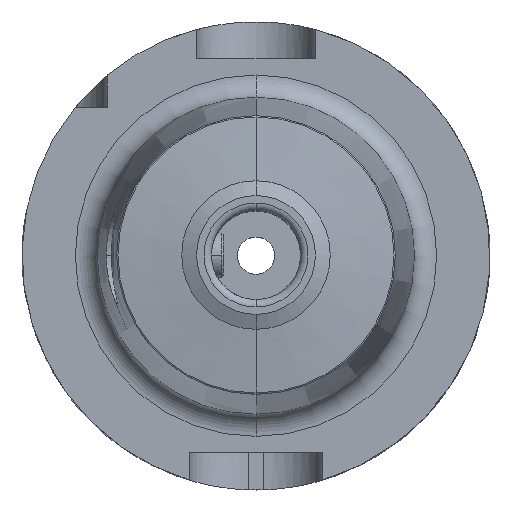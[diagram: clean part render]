
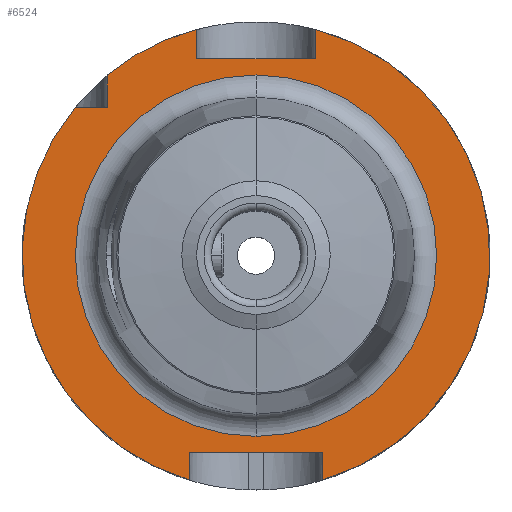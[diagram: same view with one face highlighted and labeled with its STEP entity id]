
A CAD part, top view. The second image highlights one B-rep face of the part: STEP entity #6524.
In plain terms, the highlighted planar face has unit normal (0, 0, 1).
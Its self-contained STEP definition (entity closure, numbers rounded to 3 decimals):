
#38=DIRECTION('',(1.,0.,0.));
#39=VECTOR('',#38,16.);
#40=CARTESIAN_POINT('',(-8.,26.5,25.95));
#41=LINE('',#40,#39);
#46=DIRECTION('',(0.,-1.,0.));
#47=VECTOR('',#46,3.967);
#48=CARTESIAN_POINT('',(8.,30.467,25.95));
#49=LINE('',#48,#47);
#53=DIRECTION('',(0.,1.,0.));
#54=VECTOR('',#53,3.687);
#55=CARTESIAN_POINT('',(9.,-30.187,25.95));
#56=LINE('',#55,#54);
#60=DIRECTION('',(1.,0.,0.));
#61=VECTOR('',#60,18.);
#62=CARTESIAN_POINT('',(-9.,-26.5,25.95));
#63=LINE('',#62,#61);
#67=DIRECTION('',(0.,1.,0.));
#68=VECTOR('',#67,3.687);
#69=CARTESIAN_POINT('',(-9.,-30.187,25.95));
#70=LINE('',#69,#68);
#74=DIRECTION('',(1.,0.,0.));
#75=VECTOR('',#74,4.336);
#76=CARTESIAN_POINT('',(-24.336,20.,25.95));
#77=LINE('',#76,#75);
#81=DIRECTION('',(0.,-1.,0.));
#82=VECTOR('',#81,4.336);
#83=CARTESIAN_POINT('',(-20.,24.336,25.95));
#84=LINE('',#83,#82);
#88=DIRECTION('',(0.,-1.,0.));
#89=VECTOR('',#88,3.967);
#90=CARTESIAN_POINT('',(-8.,30.467,25.95));
#91=LINE('',#90,#89);
#95=CARTESIAN_POINT('',(0.,0.,25.95));
#96=DIRECTION('',(0.,0.,1.));
#97=DIRECTION('',(0.,1.,0.));
#98=AXIS2_PLACEMENT_3D('',#95,#96,#97);
#103=CARTESIAN_POINT('',(0.,0.,25.95));
#104=DIRECTION('',(0.,0.,1.));
#105=DIRECTION('',(0.,-1.,0.));
#106=AXIS2_PLACEMENT_3D('',#103,#104,#105);
#838=CARTESIAN_POINT('',(0.,0.,25.95));
#839=DIRECTION('',(0.,0.,1.));
#840=DIRECTION('',(-0.773,0.635,0.));
#841=AXIS2_PLACEMENT_3D('',#838,#839,#840);
#846=CARTESIAN_POINT('',(0.,0.,25.95));
#847=DIRECTION('',(0.,0.,1.));
#848=DIRECTION('',(0.286,-0.958,0.));
#849=AXIS2_PLACEMENT_3D('',#846,#847,#848);
#854=CARTESIAN_POINT('',(0.,0.,25.95));
#855=DIRECTION('',(0.,0.,1.));
#856=DIRECTION('',(-0.254,0.967,0.));
#857=AXIS2_PLACEMENT_3D('',#854,#855,#856);
#6130=CARTESIAN_POINT('',(-20.,20.,25.95));
#6132=VERTEX_POINT('',#6130);
#6146=CARTESIAN_POINT('',(9.,-26.5,25.95));
#6148=VERTEX_POINT('',#6146);
#6164=CARTESIAN_POINT('',(8.,26.5,25.95));
#6166=VERTEX_POINT('',#6164);
#6239=CARTESIAN_POINT('',(-24.336,20.,25.95));
#6240=VERTEX_POINT('',#6239);
#6241=CARTESIAN_POINT('',(-20.,24.336,25.95));
#6242=VERTEX_POINT('',#6241);
#6259=CARTESIAN_POINT('',(-9.,-26.5,25.95));
#6260=VERTEX_POINT('',#6259);
#6261=CARTESIAN_POINT('',(9.,-30.187,25.95));
#6262=VERTEX_POINT('',#6261);
#6263=CARTESIAN_POINT('',(-9.,-30.187,25.95));
#6264=VERTEX_POINT('',#6263);
#6294=CARTESIAN_POINT('',(-8.,26.5,25.95));
#6295=VERTEX_POINT('',#6294);
#6296=CARTESIAN_POINT('',(8.,30.467,25.95));
#6297=VERTEX_POINT('',#6296);
#6298=CARTESIAN_POINT('',(-8.,30.467,25.95));
#6299=VERTEX_POINT('',#6298);
#6347=CARTESIAN_POINT('',(0.,24.329,25.95));
#6348=CARTESIAN_POINT('',(0.,-24.329,25.95));
#6349=VERTEX_POINT('',#6347);
#6350=VERTEX_POINT('',#6348);
#6489=CARTESIAN_POINT('',(0.,0.,25.95));
#6490=DIRECTION('',(0.,0.,1.));
#6491=DIRECTION('',(0.,1.,0.));
#6492=AXIS2_PLACEMENT_3D('',#6489,#6490,#6491);
#6493=PLANE('',#6492);
#6495=ORIENTED_EDGE('',*,*,#6494,.T.);
#6497=ORIENTED_EDGE('',*,*,#6496,.F.);
#6499=ORIENTED_EDGE('',*,*,#6498,.F.);
#6501=ORIENTED_EDGE('',*,*,#6500,.T.);
#6503=ORIENTED_EDGE('',*,*,#6502,.F.);
#6505=ORIENTED_EDGE('',*,*,#6504,.F.);
#6507=ORIENTED_EDGE('',*,*,#6506,.F.);
#6509=ORIENTED_EDGE('',*,*,#6508,.T.);
#6511=ORIENTED_EDGE('',*,*,#6510,.F.);
#6513=ORIENTED_EDGE('',*,*,#6512,.F.);
#6515=ORIENTED_EDGE('',*,*,#6514,.T.);
#6516=EDGE_LOOP('',(#6495,#6497,#6499,#6501,#6503,#6505,#6507,#6509,#6511,#6513,
#6515));
#6517=FACE_OUTER_BOUND('',#6516,.F.);
#6519=ORIENTED_EDGE('',*,*,#6518,.T.);
#6521=ORIENTED_EDGE('',*,*,#6520,.T.);
#6522=EDGE_LOOP('',(#6519,#6521));
#6523=FACE_BOUND('',#6522,.F.);
#99=CIRCLE('',#98,24.329);
#107=CIRCLE('',#106,24.329);
#842=CIRCLE('',#841,31.5);
#850=CIRCLE('',#849,31.5);
#858=CIRCLE('',#857,31.5);
#6494=EDGE_CURVE('',#6295,#6166,#41,.T.);
#6496=EDGE_CURVE('',#6297,#6166,#49,.T.);
#6498=EDGE_CURVE('',#6262,#6297,#850,.T.);
#6500=EDGE_CURVE('',#6262,#6148,#56,.T.);
#6502=EDGE_CURVE('',#6260,#6148,#63,.T.);
#6504=EDGE_CURVE('',#6264,#6260,#70,.T.);
#6506=EDGE_CURVE('',#6240,#6264,#842,.T.);
#6508=EDGE_CURVE('',#6240,#6132,#77,.T.);
#6510=EDGE_CURVE('',#6242,#6132,#84,.T.);
#6512=EDGE_CURVE('',#6299,#6242,#858,.T.);
#6514=EDGE_CURVE('',#6299,#6295,#91,.T.);
#6518=EDGE_CURVE('',#6349,#6350,#99,.T.);
#6520=EDGE_CURVE('',#6350,#6349,#107,.T.);
#6524=ADVANCED_FACE('',(#6517,#6523),#6493,.T.);
